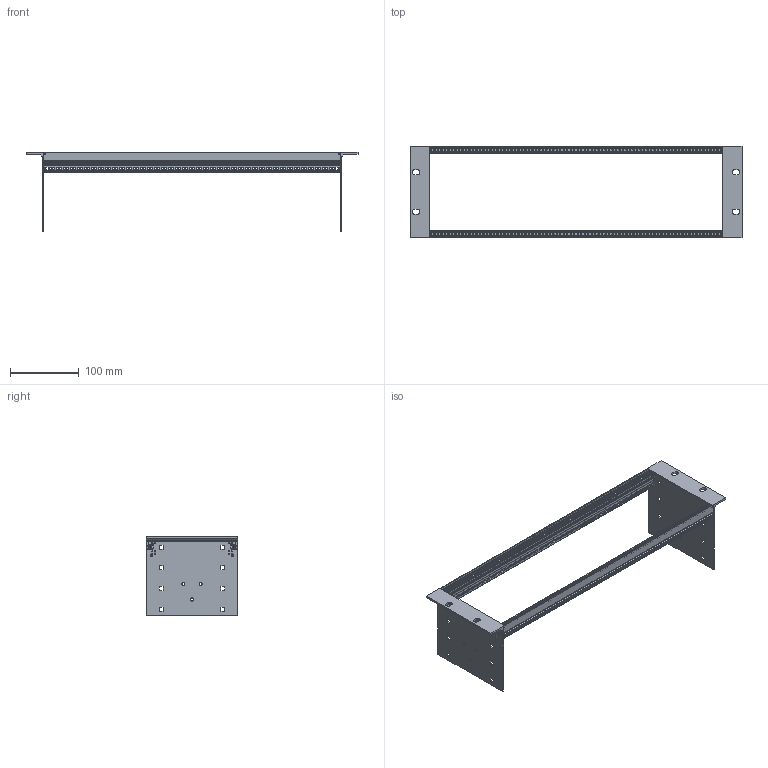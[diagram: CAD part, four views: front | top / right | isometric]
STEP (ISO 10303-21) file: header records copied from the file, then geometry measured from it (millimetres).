
FILE_DESCRIPTION(('STEP AP203'),'1');
FILE_NAME('24563100.stp','2014-08-22T20:30:27',('TraceParts'),('TraceParts S.A.'),'XStep 1.0',' ',' ');
FILE_SCHEMA(('CONFIG_CONTROL_DESIGN'));
Length unit declared in the file: millimetre
Products named in the file (6): 1; 2; 3; 4; 5; 6
Bounding box: 482.6 x 132.55 x 115.5 mm (x, y, z)
Volume: 173595.2 mm3; surface area: 197472 mm2
Topology: 6 solids, 6 shells, 1618 faces, 4750 edges, 3160 vertices
Faces by surface type: bspline 1618
Entity records: 54730 total; most frequent: CARTESIAN_POINT 26194, ORIENTED_EDGE 9500, EDGE_CURVE 4750, B_SPLINE_CURVE_WITH_KNOTS 3440, VERTEX_POINT 3160, EDGE_LOOP 2366, ADVANCED_FACE 1618, FACE_OUTER_BOUND 1618
